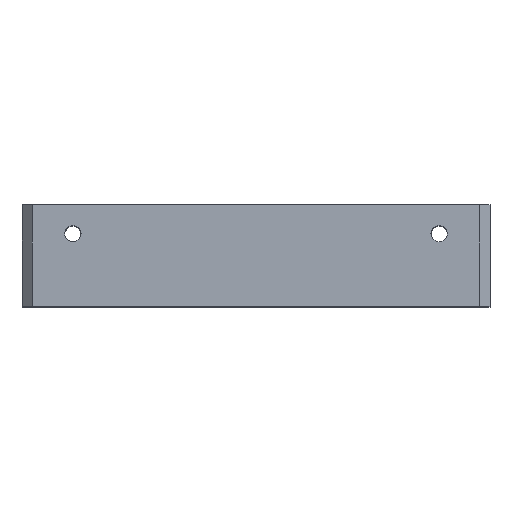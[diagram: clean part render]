
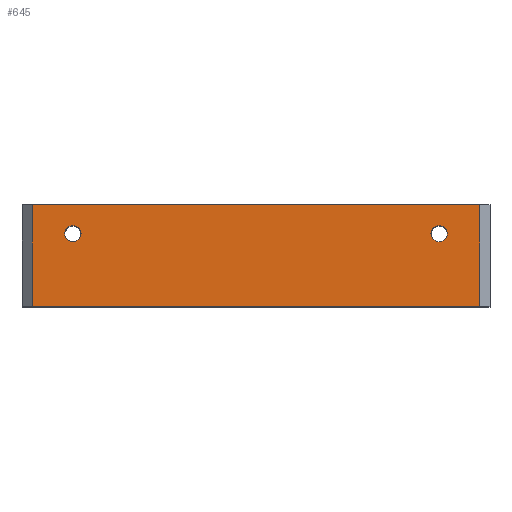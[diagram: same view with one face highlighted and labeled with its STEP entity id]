
A CAD part, top view. The second image highlights one B-rep face of the part: STEP entity #645.
In plain terms, the highlighted planar face has unit normal (0, 0, 1).
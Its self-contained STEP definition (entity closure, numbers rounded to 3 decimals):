
#22=FACE_BOUND('',#115,.T.);
#23=FACE_BOUND('',#116,.T.);
#45=PLANE('',#714);
#76=FACE_OUTER_BOUND('',#114,.T.);
#114=EDGE_LOOP('',(#526,#527,#528,#529));
#115=EDGE_LOOP('',(#530));
#116=EDGE_LOOP('',(#531));
#177=LINE('',#998,#240);
#191=LINE('',#1026,#254);
#193=LINE('',#1030,#256);
#194=LINE('',#1031,#257);
#240=VECTOR('',#830,10.);
#254=VECTOR('',#846,10.);
#256=VECTOR('',#850,10.);
#257=VECTOR('',#851,10.);
#286=CIRCLE('',#687,0.8);
#287=CIRCLE('',#690,0.8);
#306=VERTEX_POINT('',#930);
#308=VERTEX_POINT('',#936);
#329=VERTEX_POINT('',#995);
#330=VERTEX_POINT('',#997);
#343=VERTEX_POINT('',#1024);
#344=VERTEX_POINT('',#1029);
#368=EDGE_CURVE('',#306,#306,#286,.T.);
#371=EDGE_CURVE('',#308,#308,#287,.T.);
#401=EDGE_CURVE('',#330,#329,#177,.T.);
#415=EDGE_CURVE('',#343,#329,#191,.T.);
#417=EDGE_CURVE('',#344,#343,#193,.T.);
#418=EDGE_CURVE('',#330,#344,#194,.T.);
#526=ORIENTED_EDGE('',*,*,#415,.F.);
#527=ORIENTED_EDGE('',*,*,#417,.F.);
#528=ORIENTED_EDGE('',*,*,#418,.F.);
#529=ORIENTED_EDGE('',*,*,#401,.T.);
#530=ORIENTED_EDGE('',*,*,#368,.T.);
#531=ORIENTED_EDGE('',*,*,#371,.T.);
#645=ADVANCED_FACE('',(#76,#22,#23),#45,.T.);
#687=AXIS2_PLACEMENT_3D('',#931,#761,#762);
#690=AXIS2_PLACEMENT_3D('',#937,#768,#769);
#714=AXIS2_PLACEMENT_3D('',#1028,#848,#849);
#761=DIRECTION('center_axis',(0.,0.,-1.));
#762=DIRECTION('ref_axis',(1.,0.,0.));
#768=DIRECTION('center_axis',(0.,0.,-1.));
#769=DIRECTION('ref_axis',(1.,0.,0.));
#830=DIRECTION('',(1.,0.,0.));
#846=DIRECTION('',(0.,-1.,0.));
#848=DIRECTION('center_axis',(0.,0.,1.));
#849=DIRECTION('ref_axis',(1.,0.,0.));
#850=DIRECTION('',(1.,0.,0.));
#851=DIRECTION('',(0.,1.,0.));
#930=CARTESIAN_POINT('',(40.2,7.15,46.));
#931=CARTESIAN_POINT('Origin',(41.,7.15,46.));
#936=CARTESIAN_POINT('',(4.2,7.15,46.));
#937=CARTESIAN_POINT('Origin',(5.,7.15,46.));
#995=CARTESIAN_POINT('',(45.,0.,46.));
#997=CARTESIAN_POINT('',(1.,0.,46.));
#998=CARTESIAN_POINT('',(0.,0.,46.));
#1024=CARTESIAN_POINT('',(45.,10.,46.));
#1026=CARTESIAN_POINT('',(45.,0.,46.));
#1028=CARTESIAN_POINT('Origin',(0.,0.,46.));
#1029=CARTESIAN_POINT('',(1.,10.,46.));
#1030=CARTESIAN_POINT('',(0.,10.,46.));
#1031=CARTESIAN_POINT('',(1.,0.,46.));
